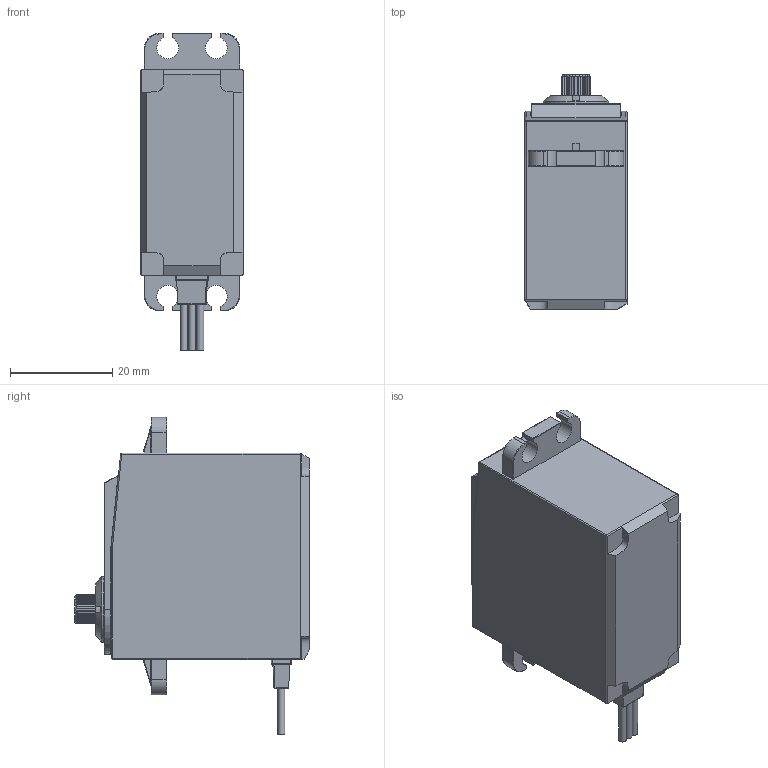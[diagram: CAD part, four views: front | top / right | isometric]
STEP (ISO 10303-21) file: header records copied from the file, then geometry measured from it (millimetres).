
FILE_DESCRIPTION(/* description */ (''),/* implementation_level */ '2;1');
FILE_NAME(/* name */ 'Servo.stp',/* time_stamp */ '2023-04-24T17:46:43+02:00',/* author */ ('Christian'),/* organization */ (''),/* preprocessor_version */ 'ST-DEVELOPER v18.1',/* originating_system */ 'Autodesk Inventor 2022',/* authorisation */ '');
FILE_SCHEMA (('AUTOMOTIVE_DESIGN { 1 0 10303 214 3 1 1 }'));
Length unit declared in the file: millimetre
Products named in the file (1): Dummy_sunfounder_20kgSLDPRT
Bounding box: 20 x 46.03 x 62.2 mm (x, y, z)
Volume: 32697.1 mm3; surface area: 7596.9 mm2
Topology: 1 solids, 1 shells, 442 faces, 1195 edges, 756 vertices
Faces by surface type: plane 253, cylinder 131, torus 23, sphere 17, bspline 16, cone 2
Full cylindrical faces by diameter (mm): 1.4 x3, 2 x6, 2.433 x6, 7.9 x1, 12.8 x1
Entity records: 14957 total; most frequent: CARTESIAN_POINT 3533, ORIENTED_EDGE 2368, DIRECTION 2270, EDGE_CURVE 1184, AXIS2_PLACEMENT_3D 768, VERTEX_POINT 756, LINE 734, VECTOR 734
